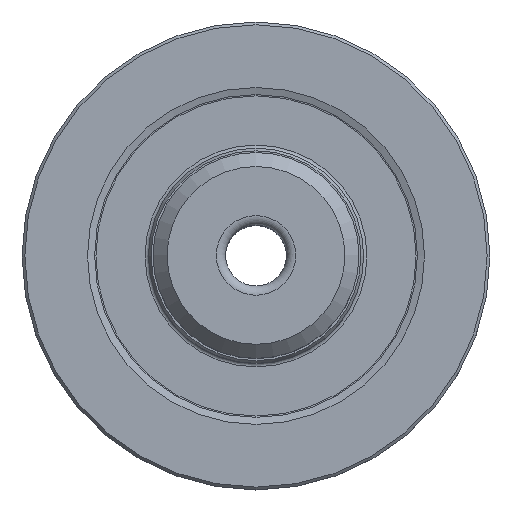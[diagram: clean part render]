
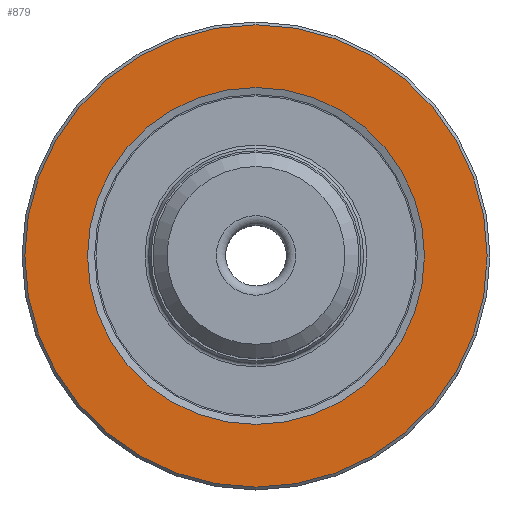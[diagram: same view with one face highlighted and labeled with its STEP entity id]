
A CAD part, top view. The second image highlights one B-rep face of the part: STEP entity #879.
In plain terms, the highlighted planar face has unit normal (0, 0, 1).
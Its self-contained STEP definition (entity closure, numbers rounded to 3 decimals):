
#106=ORIENTED_EDGE('',*,*,#181,.F.);
#107=ORIENTED_EDGE('',*,*,#182,.T.);
#181=EDGE_CURVE('',#230,#230,#279,.T.);
#182=EDGE_CURVE('',#231,#231,#280,.T.);
#230=VERTEX_POINT('',#1277);
#231=VERTEX_POINT('',#1280);
#279=CIRCLE('',#956,18.);
#280=CIRCLE('',#958,24.7);
#351=EDGE_LOOP('',(#106));
#352=EDGE_LOOP('',(#107));
#449=FACE_BOUND('',#351,.T.);
#450=FACE_BOUND('',#352,.T.);
#506=PLANE('',#957);
#879=ADVANCED_FACE('',(#449,#450),#506,.F.);
#956=AXIS2_PLACEMENT_3D('',#1276,#1102,#1103);
#957=AXIS2_PLACEMENT_3D('',#1278,#1104,#1105);
#958=AXIS2_PLACEMENT_3D('',#1279,#1106,#1107);
#1102=DIRECTION('',(0.,0.,1.));
#1103=DIRECTION('',(1.,0.,0.));
#1104=DIRECTION('',(0.,0.,-1.));
#1105=DIRECTION('',(-1.,0.,0.));
#1106=DIRECTION('',(0.,0.,1.));
#1107=DIRECTION('',(1.,0.,0.));
#1276=CARTESIAN_POINT('',(0.,0.,0.));
#1277=CARTESIAN_POINT('',(18.,0.,0.));
#1278=CARTESIAN_POINT('',(24.7,0.,0.));
#1279=CARTESIAN_POINT('',(0.,0.,0.));
#1280=CARTESIAN_POINT('',(24.7,0.,0.));
